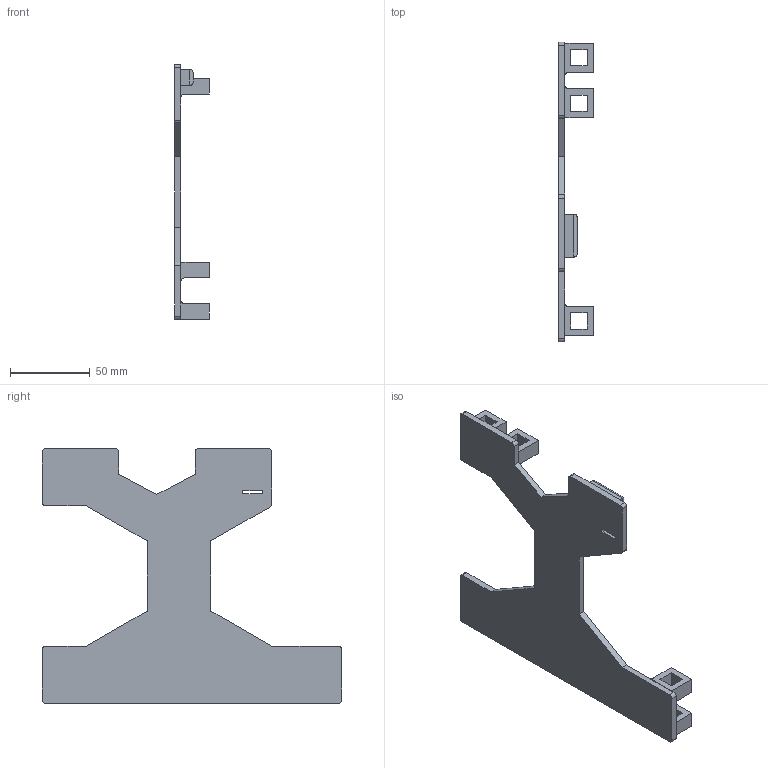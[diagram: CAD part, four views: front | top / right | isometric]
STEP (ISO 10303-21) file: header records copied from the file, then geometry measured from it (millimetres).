
FILE_DESCRIPTION(('FreeCAD Model'),'2;1');
FILE_NAME('Open CASCADE Shape Model','2024-06-05T20:45:30',('Author'),( ''),'Open CASCADE STEP processor 7.6','FreeCAD','Unknown');
FILE_SCHEMA(('AUTOMOTIVE_DESIGN { 1 0 10303 214 1 1 1 1 }'));
Length unit declared in the file: millimetre
Products named in the file (1): k-reinforced
Bounding box: 21.94 x 188 x 160 mm (x, y, z)
Volume: 75199.4 mm3; surface area: 40955.9 mm2
Topology: 1 solids, 1 shells, 91 faces, 254 edges, 168 vertices
Faces by surface type: plane 69, cylinder 22
Entity records: 2934 total; most frequent: CARTESIAN_POINT 514, ORIENTED_EDGE 508, DIRECTION 474, EDGE_CURVE 254, LINE 218, VECTOR 218, VERTEX_POINT 168, AXIS2_PLACEMENT_3D 128
